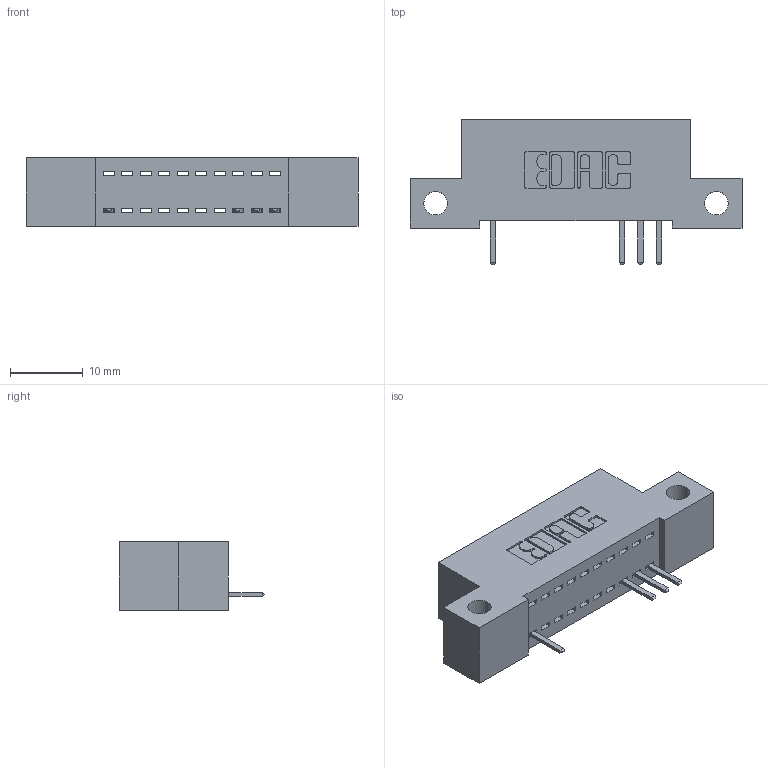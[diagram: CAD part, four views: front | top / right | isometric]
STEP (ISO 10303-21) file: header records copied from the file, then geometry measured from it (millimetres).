
FILE_DESCRIPTION (( 'STEP AP203' ), '1' );
FILE_NAME ('392-010-520-112.STEP', '2018-08-14T20:04:43', ( '' ), ( '' ), 'SwSTEP 2.0', 'SolidWorks 2016', '' );
FILE_SCHEMA (( 'CONFIG_CONTROL_DESIGN' ));
Length unit declared in the file: inch
Products named in the file (3): 342 Part_Side Mount; 345-292-001_345-293-120; 392-010-520-112
Assembly tree (5 placements, depth 2):
  392-010-520-112
    342 Part_Side Mount
    345-292-001_345-293-120  x4
Bounding box: 45.72 x 20.02 x 9.4 mm (x, y, z)
Volume: 3736.8 mm3; surface area: 4334.4 mm2
Topology: 5 solids, 5 shells, 430 faces, 1287 edges, 846 vertices
Faces by surface type: plane 314, cylinder 116
Entity records: 10045 total; most frequent: CARTESIAN_POINT 1782, ORIENTED_EDGE 1722, DIRECTION 1549, EDGE_CURVE 861, LINE 729, VECTOR 729, VERTEX_POINT 570, AXIS2_PLACEMENT_3D 410
